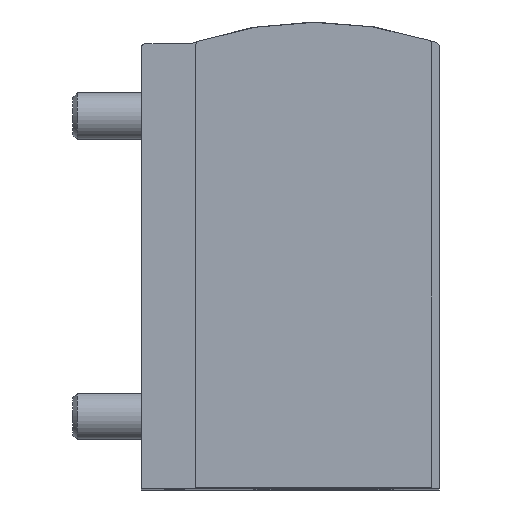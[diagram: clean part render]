
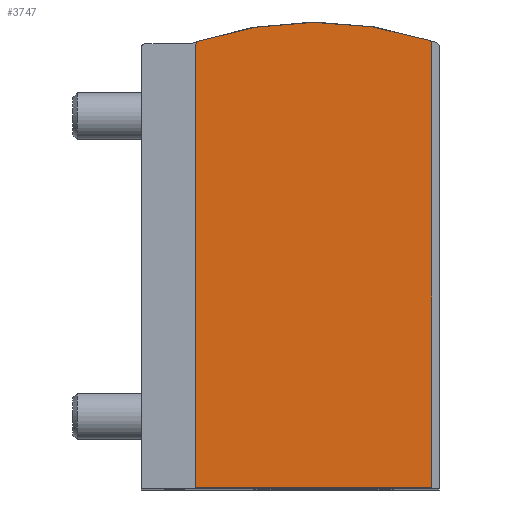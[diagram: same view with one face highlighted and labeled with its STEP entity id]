
A CAD part, top view. The second image highlights one B-rep face of the part: STEP entity #3747.
In plain terms, the highlighted planar face has unit normal (0, 0, 1).
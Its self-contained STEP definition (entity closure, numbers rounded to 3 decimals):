
#174=CIRCLE('',#3981,0.5);
#179=CIRCLE('',#3990,0.5);
#180=CIRCLE('',#3992,39.5);
#425=ORIENTED_EDGE('',*,*,#1096,.T.);
#426=ORIENTED_EDGE('',*,*,#1099,.T.);
#427=ORIENTED_EDGE('',*,*,#1101,.T.);
#428=ORIENTED_EDGE('',*,*,#1107,.T.);
#429=ORIENTED_EDGE('',*,*,#1109,.T.);
#430=ORIENTED_EDGE('',*,*,#1110,.T.);
#1096=EDGE_CURVE('',#1449,#1448,#174,.T.);
#1099=EDGE_CURVE('',#1448,#1450,#1685,.T.);
#1101=EDGE_CURVE('',#1450,#1451,#1687,.T.);
#1107=EDGE_CURVE('',#1451,#1456,#1689,.T.);
#1109=EDGE_CURVE('',#1456,#1457,#179,.T.);
#1110=EDGE_CURVE('',#1457,#1449,#180,.T.);
#1448=VERTEX_POINT('',#5340);
#1449=VERTEX_POINT('',#5342);
#1450=VERTEX_POINT('',#5346);
#1451=VERTEX_POINT('',#5350);
#1456=VERTEX_POINT('',#5362);
#1457=VERTEX_POINT('',#5366);
#1685=LINE('',#5347,#1903);
#1687=LINE('',#5351,#1905);
#1689=LINE('',#5363,#1907);
#1903=VECTOR('',#4428,1000.);
#1905=VECTOR('',#4432,1000.);
#1907=VECTOR('',#4444,1000.);
#2087=EDGE_LOOP('',(#425,#426,#427,#428,#429,#430));
#2359=FACE_BOUND('',#2087,.T.);
#2608=PLANE('',#3993);
#3747=ADVANCED_FACE('',(#2359),#2608,.T.);
#3981=AXIS2_PLACEMENT_3D('',#5341,#4422,#4423);
#3990=AXIS2_PLACEMENT_3D('',#5367,#4448,#4449);
#3992=AXIS2_PLACEMENT_3D('',#5369,#4452,#4453);
#3993=AXIS2_PLACEMENT_3D('',#5370,#4454,#4455);
#4422=DIRECTION('',(0.,0.,1.));
#4423=DIRECTION('',(1.,0.,0.));
#4428=DIRECTION('',(0.,-1.,0.));
#4432=DIRECTION('',(1.,0.,0.));
#4444=DIRECTION('',(0.,1.,0.));
#4448=DIRECTION('',(0.,0.,1.));
#4449=DIRECTION('',(1.,0.,0.));
#4452=DIRECTION('',(0.,0.,1.));
#4453=DIRECTION('',(1.,0.,0.));
#4454=DIRECTION('',(0.,0.,1.));
#4455=DIRECTION('',(1.,0.,0.));
#5340=CARTESIAN_POINT('',(-12.75,47.226,72.));
#5341=CARTESIAN_POINT('',(-12.25,47.226,72.));
#5342=CARTESIAN_POINT('',(-12.407,47.701,72.));
#5346=CARTESIAN_POINT('',(-12.75,0.1,72.));
#5347=CARTESIAN_POINT('',(-12.75,47.226,72.));
#5350=CARTESIAN_POINT('',(12.45,0.1,72.));
#5351=CARTESIAN_POINT('',(-12.75,0.1,72.));
#5362=CARTESIAN_POINT('',(12.45,47.324,72.));
#5363=CARTESIAN_POINT('',(12.45,0.1,72.));
#5366=CARTESIAN_POINT('',(12.103,47.8,72.));
#5367=CARTESIAN_POINT('',(11.95,47.324,72.));
#5369=CARTESIAN_POINT('',(0.,10.2,72.));
#5370=CARTESIAN_POINT('',(-12.25,47.226,72.));
